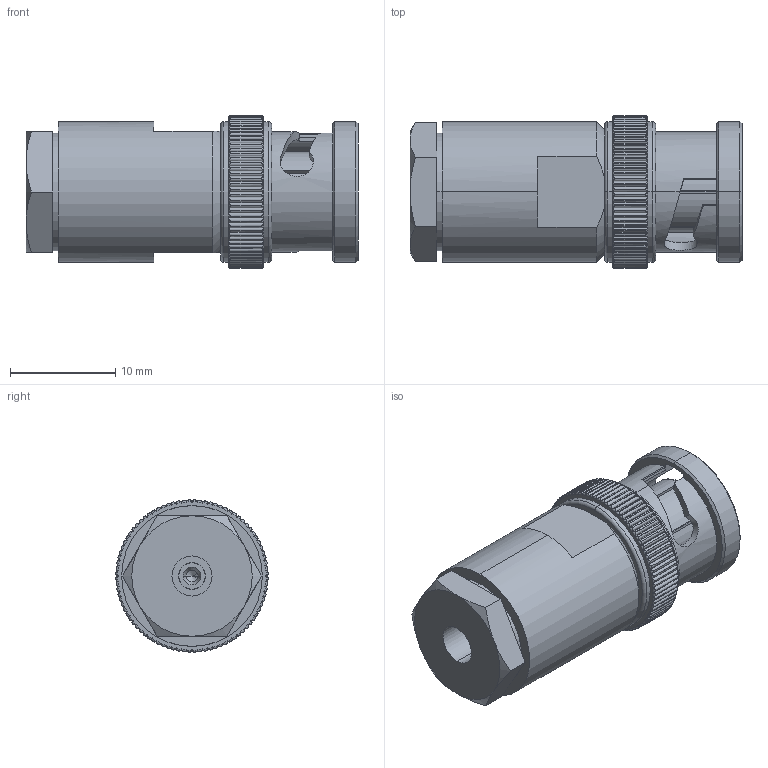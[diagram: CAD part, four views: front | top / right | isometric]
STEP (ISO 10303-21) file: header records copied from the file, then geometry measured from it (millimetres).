
FILE_DESCRIPTION (( 'STEP AP214' ), '1' );
FILE_NAME ('FMCN10-08030-206_3D.step', '2023-08-07T21:30:46', ( '' ), ( '' ), 'SwSTEP 2.0', 'SolidWorks 2022', '' );
FILE_SCHEMA (( 'AUTOMOTIVE_DESIGN' ));
Length unit declared in the file: inch
Products named in the file (4): FMCN10-08030-206_3D; Copy of 10-08030-XXX-MA1^FMCN10-08030-206; Copy of 10-08030-XXX-MA2^FMCN10-08030-206; Copy of 10-08030-XXX-MA3^FMCN10-08030-206
Assembly tree (3 placements, depth 2):
  FMCN10-08030-206_3D
    Copy of 10-08030-XXX-MA1^FMCN10-08030-206
    Copy of 10-08030-XXX-MA2^FMCN10-08030-206
    Copy of 10-08030-XXX-MA3^FMCN10-08030-206
Bounding box: 31.5 x 14.47 x 14.47 mm (x, y, z)
Volume: 3525.7 mm3; surface area: 3568.9 mm2
Topology: 3 solids, 3 shells, 682 faces, 1953 edges, 1286 vertices
Faces by surface type: cylinder 372, torus 194, plane 74, cone 32, bspline 10
Entity records: 25476 total; most frequent: CARTESIAN_POINT 7565, ORIENTED_EDGE 3902, DIRECTION 3684, EDGE_CURVE 1951, AXIS2_PLACEMENT_3D 1585, VERTEX_POINT 1286, CIRCLE 907, EDGE_LOOP 703
